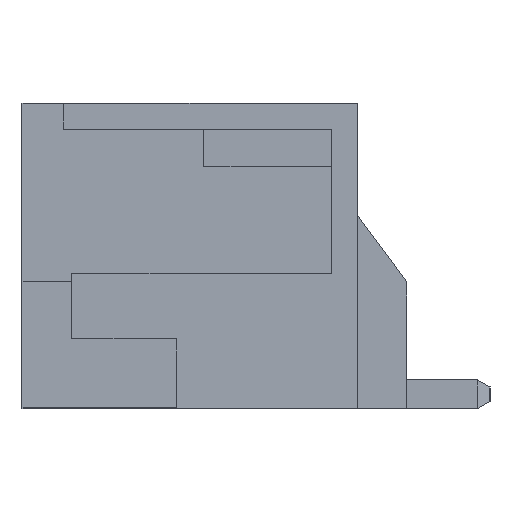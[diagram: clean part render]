
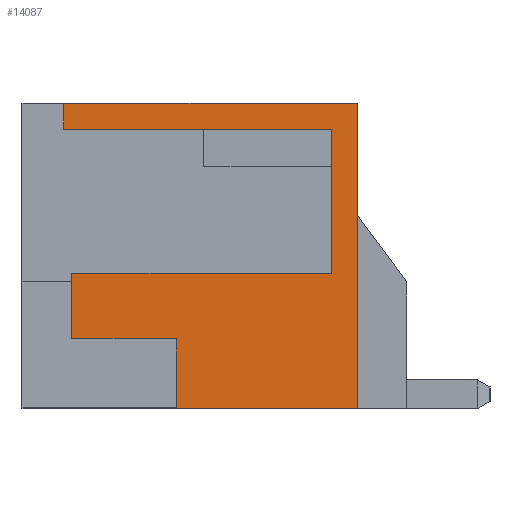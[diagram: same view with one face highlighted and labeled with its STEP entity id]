
A CAD part, left-side view. The second image highlights one B-rep face of the part: STEP entity #14087.
In plain terms, the highlighted planar face has unit normal (-1, 0, 0).
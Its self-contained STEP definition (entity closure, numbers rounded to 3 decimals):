
#2194=ORIENTED_EDGE('',*,*,#4124,.F.);
#2195=ORIENTED_EDGE('',*,*,#4104,.F.);
#2196=ORIENTED_EDGE('',*,*,#4107,.F.);
#2197=ORIENTED_EDGE('',*,*,#4112,.F.);
#2198=ORIENTED_EDGE('',*,*,#4135,.F.);
#2199=ORIENTED_EDGE('',*,*,#4116,.F.);
#2200=ORIENTED_EDGE('',*,*,#4134,.F.);
#2201=ORIENTED_EDGE('',*,*,#3217,.F.);
#2202=ORIENTED_EDGE('',*,*,#3234,.F.);
#2203=ORIENTED_EDGE('',*,*,#4123,.F.);
#3217=EDGE_CURVE('',#4625,#4626,#5526,.T.);
#3234=EDGE_CURVE('',#4640,#4625,#5543,.T.);
#4104=EDGE_CURVE('',#5181,#5182,#6413,.T.);
#4107=EDGE_CURVE('',#5183,#5181,#6416,.T.);
#4112=EDGE_CURVE('',#5186,#5183,#6421,.T.);
#4116=EDGE_CURVE('',#5188,#5189,#6425,.T.);
#4123=EDGE_CURVE('',#5191,#4640,#6432,.T.);
#4124=EDGE_CURVE('',#5182,#5191,#6433,.T.);
#4134=EDGE_CURVE('',#4626,#5188,#6443,.T.);
#4135=EDGE_CURVE('',#5189,#5186,#6444,.T.);
#4625=VERTEX_POINT('',#17211);
#4626=VERTEX_POINT('',#17213);
#4640=VERTEX_POINT('',#17244);
#5181=VERTEX_POINT('',#19013);
#5182=VERTEX_POINT('',#19015);
#5183=VERTEX_POINT('',#19019);
#5186=VERTEX_POINT('',#19028);
#5188=VERTEX_POINT('',#19036);
#5189=VERTEX_POINT('',#19038);
#5191=VERTEX_POINT('',#19049);
#5526=LINE('',#17212,#6671);
#5543=LINE('',#17245,#6688);
#6413=LINE('',#19014,#7558);
#6416=LINE('',#19020,#7561);
#6421=LINE('',#19029,#7566);
#6425=LINE('',#19037,#7570);
#6432=LINE('',#19050,#7577);
#6433=LINE('',#19052,#7578);
#6443=LINE('',#19070,#7588);
#6444=LINE('',#19072,#7589);
#6671=VECTOR('',#14932,1000.);
#6688=VECTOR('',#14951,1000.);
#7558=VECTOR('',#16537,1000.);
#7561=VECTOR('',#16542,1000.);
#7566=VECTOR('',#16549,1000.);
#7570=VECTOR('',#16557,1000.);
#7577=VECTOR('',#16570,1000.);
#7578=VECTOR('',#16573,1000.);
#7588=VECTOR('',#16591,1000.);
#7589=VECTOR('',#16594,1000.);
#8181=EDGE_LOOP('',(#2194,#2195,#2196,#2197,#2198,#2199,#2200,#2201,#2202,
#2203));
#8818=FACE_BOUND('',#8181,.T.);
#9422=PLANE('',#14700);
#14087=ADVANCED_FACE('',(#8818),#9422,.F.);
#14700=AXIS2_PLACEMENT_3D('',#19073,#16595,#16596);
#14932=DIRECTION('',(0.,0.,-1.));
#14951=DIRECTION('',(0.,-1.,0.));
#16537=DIRECTION('',(0.,0.,1.));
#16542=DIRECTION('',(0.,-1.,0.));
#16549=DIRECTION('',(0.,0.,1.));
#16557=DIRECTION('',(0.,0.,1.));
#16570=DIRECTION('',(0.,0.,1.));
#16573=DIRECTION('',(0.,1.,0.));
#16591=DIRECTION('',(0.,1.,0.));
#16594=DIRECTION('',(0.,1.,0.));
#16595=DIRECTION('',(1.,0.,0.));
#16596=DIRECTION('',(0.,0.,-1.));
#17211=CARTESIAN_POINT('',(-18.073,2.337,5.385));
#17212=CARTESIAN_POINT('',(-18.073,2.337,5.385));
#17213=CARTESIAN_POINT('',(-18.073,2.337,0.));
#17244=CARTESIAN_POINT('',(-18.073,7.521,5.385));
#17245=CARTESIAN_POINT('',(-18.073,7.521,5.385));
#19013=CARTESIAN_POINT('',(-18.073,2.794,2.389));
#19014=CARTESIAN_POINT('',(-18.073,2.794,2.389));
#19015=CARTESIAN_POINT('',(-18.073,2.794,4.928));
#19019=CARTESIAN_POINT('',(-18.073,7.378,2.389));
#19020=CARTESIAN_POINT('',(-18.073,7.378,2.389));
#19028=CARTESIAN_POINT('',(-18.073,7.378,1.231));
#19029=CARTESIAN_POINT('',(-18.073,7.378,1.231));
#19036=CARTESIAN_POINT('',(-18.073,5.532,0.));
#19037=CARTESIAN_POINT('',(-18.073,5.532,0.));
#19038=CARTESIAN_POINT('',(-18.073,5.532,1.231));
#19049=CARTESIAN_POINT('',(-18.073,7.521,4.928));
#19050=CARTESIAN_POINT('',(-18.073,7.521,5.385));
#19052=CARTESIAN_POINT('',(-18.073,2.794,4.928));
#19070=CARTESIAN_POINT('',(-18.073,2.337,0.));
#19072=CARTESIAN_POINT('',(-18.073,5.532,1.231));
#19073=CARTESIAN_POINT('',(-18.073,0.,0.));
